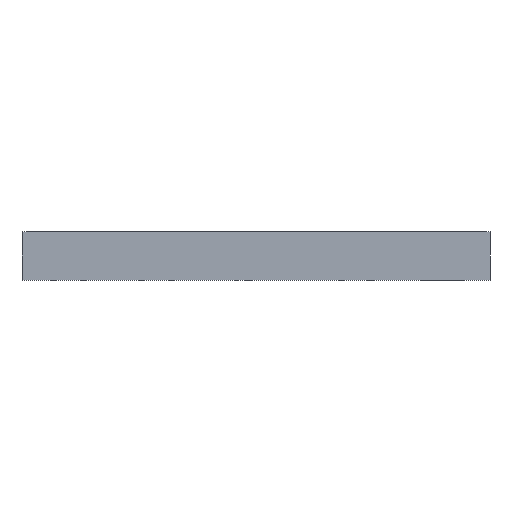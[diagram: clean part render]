
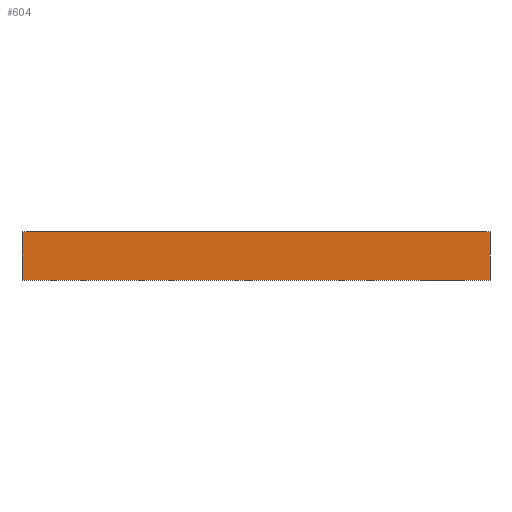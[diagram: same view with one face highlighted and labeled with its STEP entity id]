
A CAD part, front view. The second image highlights one B-rep face of the part: STEP entity #604.
In plain terms, the highlighted planar face has unit normal (0, -1, 0).
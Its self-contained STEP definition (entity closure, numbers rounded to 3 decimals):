
#100=FACE_OUTER_BOUND('',#130,.T.);
#130=EDGE_LOOP('',(#434,#435,#436,#437));
#195=LINE('',#891,#244);
#201=LINE('',#904,#250);
#202=LINE('',#906,#251);
#203=LINE('',#907,#252);
#244=VECTOR('',#714,10.);
#250=VECTOR('',#724,10.);
#251=VECTOR('',#725,10.);
#252=VECTOR('',#726,10.);
#293=VERTEX_POINT('',#888);
#294=VERTEX_POINT('',#890);
#299=VERTEX_POINT('',#903);
#300=VERTEX_POINT('',#905);
#347=EDGE_CURVE('',#293,#294,#195,.T.);
#353=EDGE_CURVE('',#299,#294,#201,.T.);
#354=EDGE_CURVE('',#300,#293,#202,.T.);
#355=EDGE_CURVE('',#300,#299,#203,.T.);
#434=ORIENTED_EDGE('',*,*,#353,.T.);
#435=ORIENTED_EDGE('',*,*,#347,.F.);
#436=ORIENTED_EDGE('',*,*,#354,.F.);
#437=ORIENTED_EDGE('',*,*,#355,.T.);
#590=PLANE('',#648);
#604=ADVANCED_FACE('',(#100),#590,.T.);
#648=AXIS2_PLACEMENT_3D('',#902,#722,#723);
#714=DIRECTION('',(0.,0.,-1.));
#722=DIRECTION('center_axis',(0.,-1.,0.));
#723=DIRECTION('ref_axis',(0.,0.,-1.));
#724=DIRECTION('',(1.,0.,0.));
#725=DIRECTION('',(1.,0.,0.));
#726=DIRECTION('',(0.,0.,-1.));
#888=CARTESIAN_POINT('',(202.014,-54.342,633.602));
#890=CARTESIAN_POINT('',(202.014,-54.342,600.602));
#891=CARTESIAN_POINT('',(202.014,-54.342,633.602));
#902=CARTESIAN_POINT('Origin',(42.514,-54.342,617.102));
#903=CARTESIAN_POINT('',(-113.986,-54.342,600.602));
#904=CARTESIAN_POINT('',(199.014,-54.342,600.602));
#905=CARTESIAN_POINT('',(-113.986,-54.342,633.602));
#906=CARTESIAN_POINT('',(199.014,-54.342,633.602));
#907=CARTESIAN_POINT('',(-113.986,-54.342,600.602));
